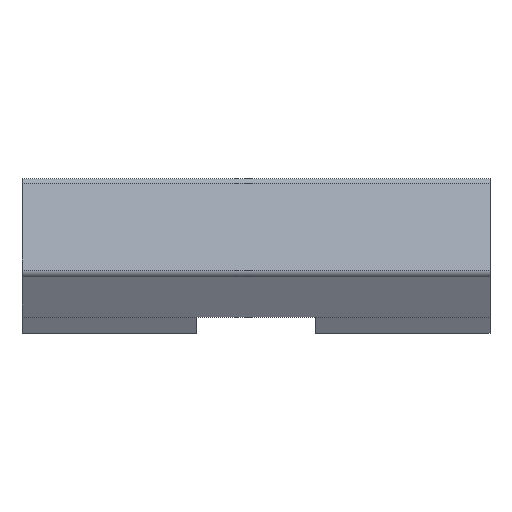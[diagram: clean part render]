
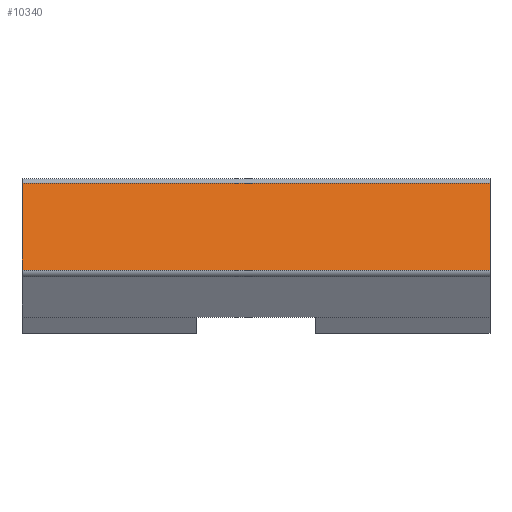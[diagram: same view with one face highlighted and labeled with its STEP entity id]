
A CAD part, front view. The second image highlights one B-rep face of the part: STEP entity #10340.
In plain terms, the highlighted face is planar.
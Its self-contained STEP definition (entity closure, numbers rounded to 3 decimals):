
#540=CARTESIAN_POINT('',(-36.221,-29.806,19.15));
#550=VERTEX_POINT('',#540);
#580=CARTESIAN_POINT('',(-37.766,-29.806,19.15));
#590=DIRECTION('',(1.,0.,0.));
#600=VECTOR('',#590,1.);
#610=LINE('',#580,#600);
#620=CARTESIAN_POINT('',(-39.321,-29.806,19.15));
#630=VERTEX_POINT('',#620);
#640=EDGE_CURVE('',#630,#550,#610,.T.);
#1820=CARTESIAN_POINT('',(-39.321,-29.806,
2.8));
#1830=VERTEX_POINT('',#1820);
#1860=CARTESIAN_POINT('',(-37.766,-29.806,
2.8));
#1870=DIRECTION('',(1.,0.,0.));
#1880=VECTOR('',#1870,1.);
#1890=LINE('',#1860,#1880);
#1900=CARTESIAN_POINT('',(-36.221,-29.806,
2.8));
#1910=VERTEX_POINT('',#1900);
#1920=EDGE_CURVE('',#1830,#1910,#1890,.T.);
#10130=CARTESIAN_POINT('',(-36.021,-29.806,19.15));
#10140=DIRECTION('',(0.,-1.,0.));
#10150=DIRECTION('',(0.,0.,1.));
#10160=AXIS2_PLACEMENT_3D('',#10130,#10140,#10150);
#10170=PLANE('',#10160);
#10180=ORIENTED_EDGE('',*,*,#1920,.T.);
#10190=CARTESIAN_POINT('',(-39.321,-29.806,10.975));
#10200=DIRECTION('',(0.,0.,-1.));
#10210=VECTOR('',#10200,1.);
#10220=LINE('',#10190,#10210);
#10230=EDGE_CURVE('',#630,#1830,#10220,.T.);
#10240=ORIENTED_EDGE('',*,*,#10230,.T.);
#10250=ORIENTED_EDGE('',*,*,#640,.F.);
#10260=CARTESIAN_POINT('',(-36.221,-29.806,10.975));
#10270=DIRECTION('',(0.,0.,-1.));
#10280=VECTOR('',#10270,1.);
#10290=LINE('',#10260,#10280);
#10300=EDGE_CURVE('',#550,#1910,#10290,.T.);
#10310=ORIENTED_EDGE('',*,*,#10300,.F.);
#10320=EDGE_LOOP('',(#10310,#10250,#10240,#10180));
#10330=FACE_OUTER_BOUND('',#10320,.T.);
#10340=ADVANCED_FACE('',(#10330),#10170,.T.);
